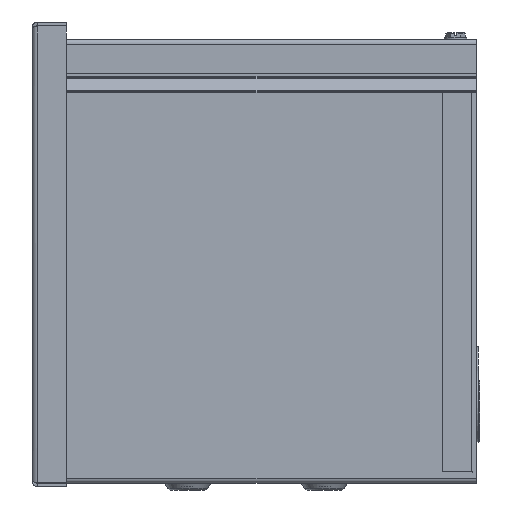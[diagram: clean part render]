
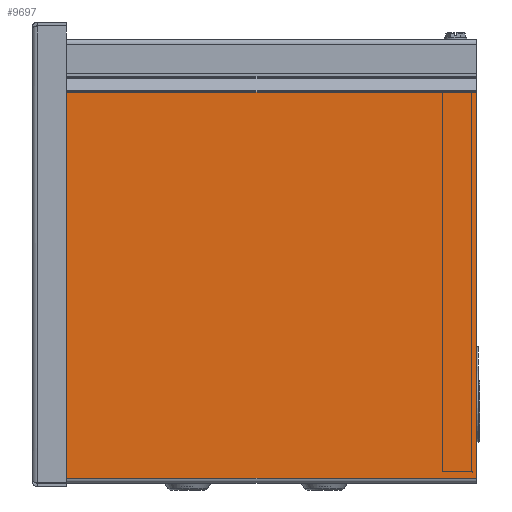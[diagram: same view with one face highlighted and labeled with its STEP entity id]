
A CAD part, left-side view. The second image highlights one B-rep face of the part: STEP entity #9697.
In plain terms, the highlighted planar face has unit normal (-1, 0, 0).
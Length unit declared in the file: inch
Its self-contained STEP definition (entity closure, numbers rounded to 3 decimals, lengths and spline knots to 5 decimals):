
#580=LINE('',#14099,#1344);
#583=LINE('',#14105,#1347);
#591=LINE('',#14128,#1355);
#592=LINE('',#14132,#1356);
#1344=VECTOR('',#11477,8.0625);
#1347=VECTOR('',#11482,7.06099);
#1355=VECTOR('',#11514,8.0625);
#1356=VECTOR('',#11521,7.06099);
#2087=PLANE('',#10349);
#2528=FACE_OUTER_BOUND('',#3131,.T.);
#3131=EDGE_LOOP('',(#6547,#6548,#6549,#6550));
#4131=VERTEX_POINT('',#14087);
#4132=VERTEX_POINT('',#14091);
#4134=VERTEX_POINT('',#14103);
#4137=VERTEX_POINT('',#14127);
#5033=EDGE_CURVE('',#4131,#4132,#580,.T.);
#5036=EDGE_CURVE('',#4134,#4132,#583,.T.);
#5048=EDGE_CURVE('',#4134,#4137,#591,.T.);
#5051=EDGE_CURVE('',#4131,#4137,#592,.T.);
#6547=ORIENTED_EDGE('',*,*,#5033,.T.);
#6548=ORIENTED_EDGE('',*,*,#5036,.F.);
#6549=ORIENTED_EDGE('',*,*,#5048,.T.);
#6550=ORIENTED_EDGE('',*,*,#5051,.F.);
#9697=ADVANCED_FACE('',(#2528),#2087,.F.);
#10349=AXIS2_PLACEMENT_3D('',#14140,#11533,#11534);
#11477=DIRECTION('',(0.,1.,0.));
#11482=DIRECTION('',(0.,0.,1.));
#11514=DIRECTION('',(0.,-1.,0.));
#11521=DIRECTION('',(0.,0.,-1.));
#11533=DIRECTION('center_axis',(1.,0.,0.));
#11534=DIRECTION('ref_axis',(0.,0.,-1.));
#14087=CARTESIAN_POINT('',(-9.0625,-4.03125,7.15424));
#14091=CARTESIAN_POINT('',(-9.0625,4.03125,7.15424));
#14099=CARTESIAN_POINT('',(-9.0625,2.01563,7.15424));
#14103=CARTESIAN_POINT('',(-9.0625,4.03125,0.09325));
#14105=CARTESIAN_POINT('',(-9.0625,4.03125,0.09325));
#14127=CARTESIAN_POINT('',(-9.0625,-4.03125,0.09325));
#14128=CARTESIAN_POINT('',(-9.0625,0.,0.09325));
#14132=CARTESIAN_POINT('',(-9.0625,-4.03125,-0.04446));
#14140=CARTESIAN_POINT('Origin',(-9.0625,0.,3.5997));
